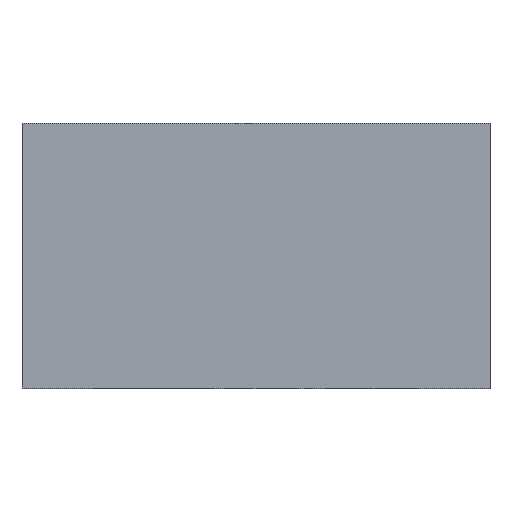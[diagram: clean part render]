
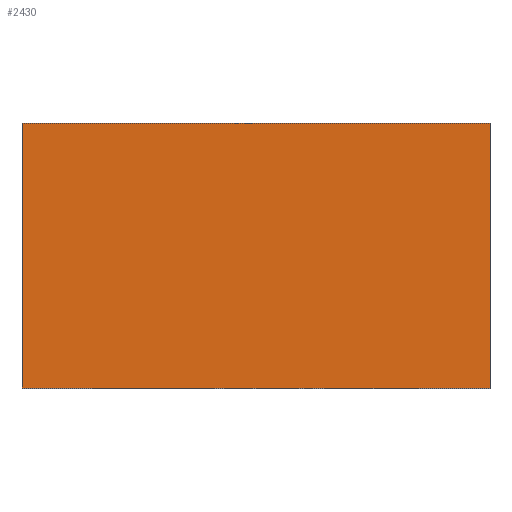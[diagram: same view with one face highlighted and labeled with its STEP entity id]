
A CAD part, top view. The second image highlights one B-rep face of the part: STEP entity #2430.
In plain terms, the highlighted planar face has unit normal (0, 0, 1).
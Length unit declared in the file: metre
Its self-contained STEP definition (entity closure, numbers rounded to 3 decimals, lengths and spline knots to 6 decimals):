
#251=LINE('',#4263,#450);
#252=LINE('',#4266,#451);
#253=LINE('',#4268,#452);
#254=LINE('',#4270,#453);
#450=VECTOR('',#2881,1.);
#451=VECTOR('',#2882,1.);
#452=VECTOR('',#2883,1.);
#453=VECTOR('',#2884,1.);
#829=ORIENTED_EDGE('',*,*,#1161,.T.);
#830=ORIENTED_EDGE('',*,*,#1162,.F.);
#831=ORIENTED_EDGE('',*,*,#1163,.F.);
#832=ORIENTED_EDGE('',*,*,#1164,.T.);
#1161=EDGE_CURVE('',#1327,#1328,#251,.T.);
#1162=EDGE_CURVE('',#1329,#1328,#252,.T.);
#1163=EDGE_CURVE('',#1330,#1329,#253,.T.);
#1164=EDGE_CURVE('',#1330,#1327,#254,.T.);
#1327=VERTEX_POINT('',#4264);
#1328=VERTEX_POINT('',#4265);
#1329=VERTEX_POINT('',#4267);
#1330=VERTEX_POINT('',#4269);
#1440=EDGE_LOOP('',(#829,#830,#831,#832));
#1555=FACE_BOUND('',#1440,.T.);
#1641=PLANE('',#2525);
#2430=ADVANCED_FACE('',(#1555),#1641,.F.);
#2525=AXIS2_PLACEMENT_3D('',#4262,#2879,#2880);
#2879=DIRECTION('',(0.,0.,-1.));
#2880=DIRECTION('',(-1.,0.,0.));
#2881=DIRECTION('',(-1.,0.,0.));
#2882=DIRECTION('',(0.,1.,0.));
#2883=DIRECTION('',(-1.,0.,0.));
#2884=DIRECTION('',(0.,1.,0.));
#4262=CARTESIAN_POINT('',(0.01325,-0.0075,0.0146));
#4263=CARTESIAN_POINT('',(0.01325,0.0075,0.0146));
#4264=CARTESIAN_POINT('',(0.01325,0.0075,0.0146));
#4265=CARTESIAN_POINT('',(-0.01325,0.0075,0.0146));
#4266=CARTESIAN_POINT('',(-0.01325,-0.0075,0.0146));
#4267=CARTESIAN_POINT('',(-0.01325,-0.0075,0.0146));
#4268=CARTESIAN_POINT('',(0.01325,-0.0075,0.0146));
#4269=CARTESIAN_POINT('',(0.01325,-0.0075,0.0146));
#4270=CARTESIAN_POINT('',(0.01325,-0.0075,0.0146));
